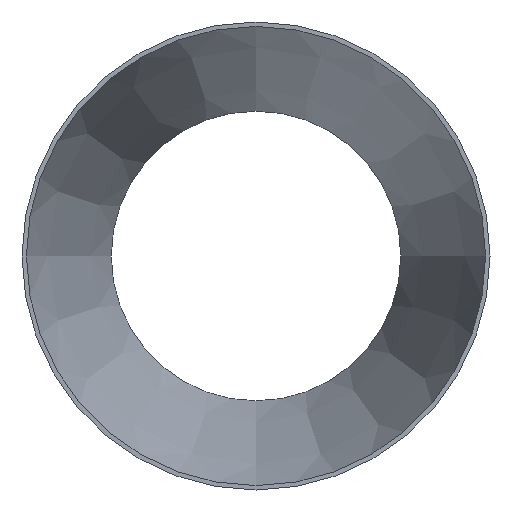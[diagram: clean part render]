
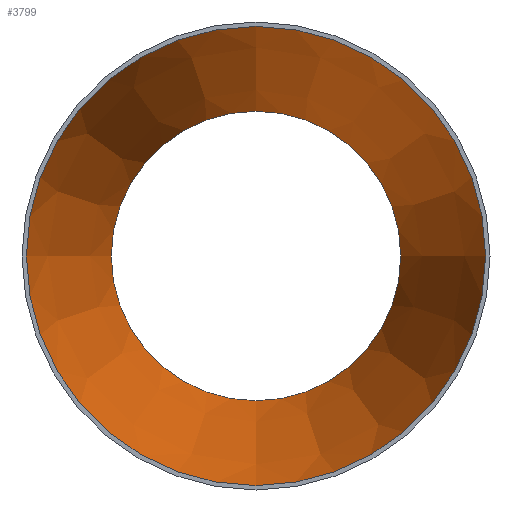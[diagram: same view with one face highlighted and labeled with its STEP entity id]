
A CAD part, front view. The second image highlights one B-rep face of the part: STEP entity #3799.
In plain terms, the highlighted conical face has half-angle 14.638 degrees and reference radius 107.483 mm.
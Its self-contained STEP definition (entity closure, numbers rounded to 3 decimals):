
#2079 = DIRECTION ( 'NONE',  ( 0., -1., 0. ) ) ;
#2225 = CARTESIAN_POINT ( 'NONE',  ( 0., 0., 0. ) ) ;
#2312 = VERTEX_POINT ( 'NONE', #18408 ) ;
#2812 = ORIENTED_EDGE ( 'NONE', *, *, #7184, .T. ) ;
#3475 = EDGE_LOOP ( 'NONE', ( #2812 ) ) ;
#3756 = CARTESIAN_POINT ( 'NONE',  ( 0., 152., 0. ) ) ;
#3799 = ADVANCED_FACE ( 'NONE', ( #7343, #26705 ), #13890, .F. ) ;
#5233 = DIRECTION ( 'NONE',  ( 0., -1., 0. ) ) ;
#6858 = AXIS2_PLACEMENT_3D ( 'NONE', #2225, #2079, #24541 ) ;
#7042 = CIRCLE ( 'NONE', #10909, 67.783 ) ;
#7184 = EDGE_CURVE ( 'NONE', #2312, #2312, #18376, .T. ) ;
#7281 = CARTESIAN_POINT ( 'NONE',  ( 0., 152., -67.783 ) ) ;
#7343 = FACE_BOUND ( 'NONE', #9670, .T. ) ;
#7977 = DIRECTION ( 'NONE',  ( 0., 0., -1. ) ) ;
#9670 = EDGE_LOOP ( 'NONE', ( #29223 ) ) ;
#10909 = AXIS2_PLACEMENT_3D ( 'NONE', #3756, #29030, #7977 ) ;
#13890 = CONICAL_SURFACE ( 'NONE', #23043, 107.483, 0.255 ) ;
#16293 = VERTEX_POINT ( 'NONE', #7281 ) ;
#18376 = CIRCLE ( 'NONE', #6858, 107.483 ) ;
#18408 = CARTESIAN_POINT ( 'NONE',  ( 0., 0., -107.483 ) ) ;
#20436 = EDGE_CURVE ( 'NONE', #16293, #16293, #7042, .T. ) ;
#23043 = AXIS2_PLACEMENT_3D ( 'NONE', #24309, #5233, #27944 ) ;
#24309 = CARTESIAN_POINT ( 'NONE',  ( 0., 0., 0. ) ) ;
#24541 = DIRECTION ( 'NONE',  ( 0., 0., -1. ) ) ;
#26705 = FACE_OUTER_BOUND ( 'NONE', #3475, .T. ) ;
#27944 = DIRECTION ( 'NONE',  ( 0., 0., -1. ) ) ;
#29030 = DIRECTION ( 'NONE',  ( 0., -1., 0. ) ) ;
#29223 = ORIENTED_EDGE ( 'NONE', *, *, #20436, .F. ) ;
